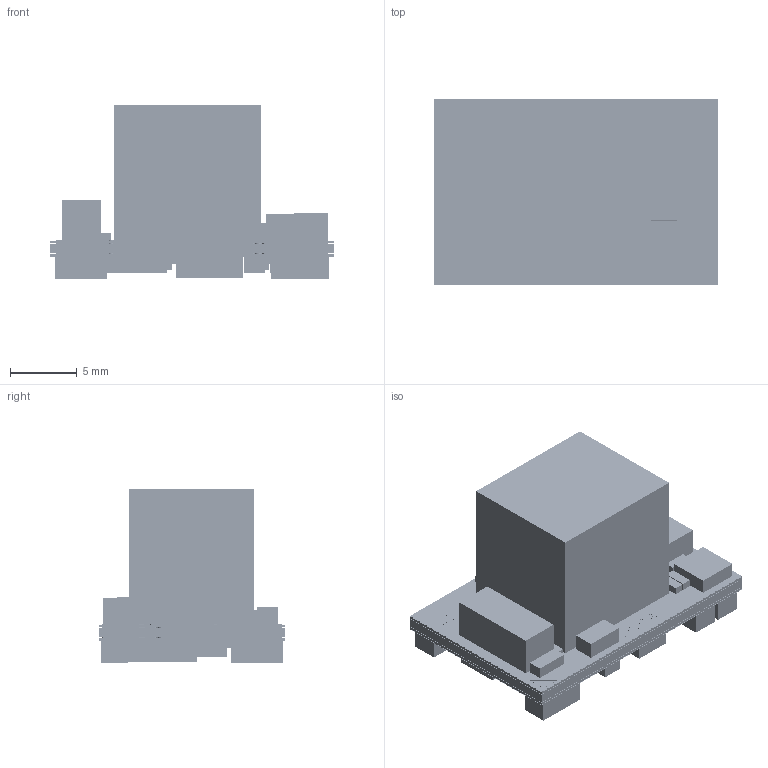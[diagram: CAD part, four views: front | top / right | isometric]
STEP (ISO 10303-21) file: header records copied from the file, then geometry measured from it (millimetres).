
FILE_DESCRIPTION (( 'STEP AP214' ), '1' );
FILE_NAME ('Ag9905MTB.STEP', '2024-03-24T22:52:43', ( '' ), ( '' ), 'SwSTEP 2.0', 'SolidWorks 2020', '' );
FILE_SCHEMA (( 'AUTOMOTIVE_DESIGN' ));
Length unit declared in the file: centimetre
Products named in the file (1): Ag9905MTB
Bounding box: 21.21 x 13.92 x 13.05 mm (x, y, z)
Volume: 1800.7 mm3; surface area: 6820.9 mm2
Topology: 954 solids, 954 shells, 7885 faces, 17929 edges, 11952 vertices
Faces by surface type: plane 4732, cylinder 3153
Entity records: 239880 total; most frequent: DIRECTION 40007, CARTESIAN_POINT 37767, ORIENTED_EDGE 35858, EDGE_CURVE 17929, AXIS2_PLACEMENT_3D 14192, VERTEX_POINT 11952, VECTOR 11623, LINE 11623
